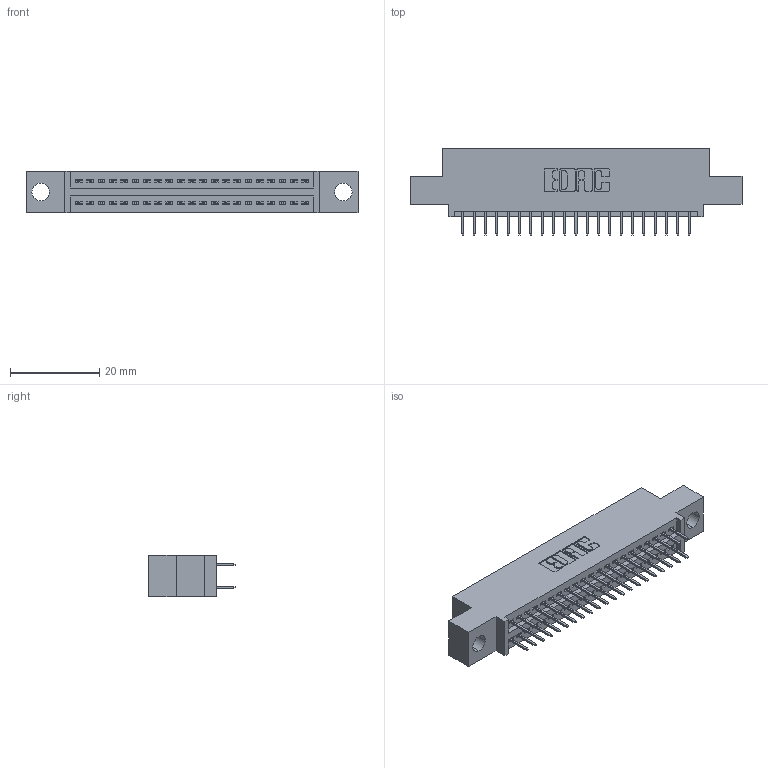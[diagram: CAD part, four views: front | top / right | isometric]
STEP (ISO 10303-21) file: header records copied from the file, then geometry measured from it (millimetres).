
FILE_DESCRIPTION (( 'STEP AP203' ), '1' );
FILE_NAME ('395-042-524-504.STEP', '2021-06-16T22:12:58', ( '' ), ( '' ), 'SwSTEP 2.0', 'SolidWorks 2020', '' );
FILE_SCHEMA (( 'CONFIG_CONTROL_DESIGN' ));
Length unit declared in the file: inch
Products named in the file (3): 345 Part_0.110 Offset - 0.156 Dia-TI; 395-042-524-504; 345-292-001_345-293-124
Assembly tree (43 placements, depth 2):
  395-042-524-504
    345 Part_0.110 Offset - 0.156 Dia-TI
    345-292-001_345-293-124  x42
Bounding box: 74.55 x 19.35 x 9.4 mm (x, y, z)
Volume: 6804 mm3; surface area: 9427.3 mm2
Topology: 43 solids, 43 shells, 2412 faces, 6815 edges, 4374 vertices
Faces by surface type: plane 1736, cylinder 676
Entity records: 19929 total; most frequent: CARTESIAN_POINT 3366, ORIENTED_EDGE 3298, DIRECTION 2993, EDGE_CURVE 1649, LINE 1437, VECTOR 1437, VERTEX_POINT 1094, AXIS2_PLACEMENT_3D 778
